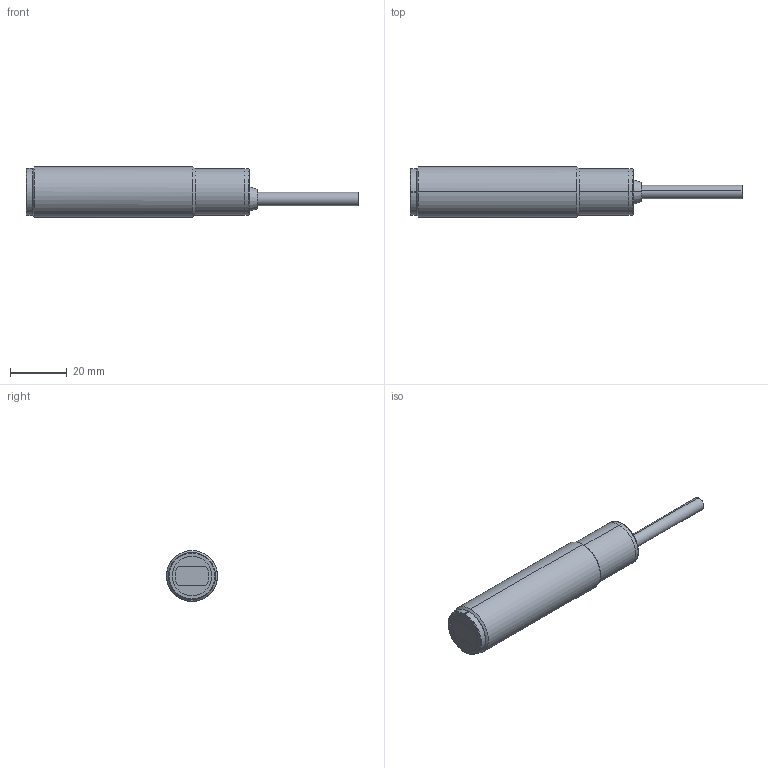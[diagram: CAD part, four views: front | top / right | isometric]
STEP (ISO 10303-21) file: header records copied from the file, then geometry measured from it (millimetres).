
FILE_DESCRIPTION (( 'STEP AP214' ), '1' );
FILE_NAME ('MV2-A0-0A.step', '2018-04-12T20:26:16', ( '' ), ( '' ), 'SwSTEP 2.0', 'SolidWorks 2017', '' );
FILE_SCHEMA (( 'AUTOMOTIVE_DESIGN' ));
Length unit declared in the file: inch
Products named in the file (1): MV2-A0-0A
Bounding box: 117.4 x 18 x 18 mm (x, y, z)
Volume: 19844.3 mm3; surface area: 6378.3 mm2
Topology: 4 solids, 4 shells, 58 faces, 129 edges, 82 vertices
Faces by surface type: cylinder 22, plane 21, cone 9, bspline 6
Entity records: 2604 total; most frequent: CARTESIAN_POINT 479, DIRECTION 284, ORIENTED_EDGE 258, EDGE_CURVE 129, AXIS2_PLACEMENT_3D 116, VERTEX_POINT 82, UNCERTAINTY_MEASURE_WITH_UNIT 64, LENGTH_MEASURE_WITH_UNIT 64
